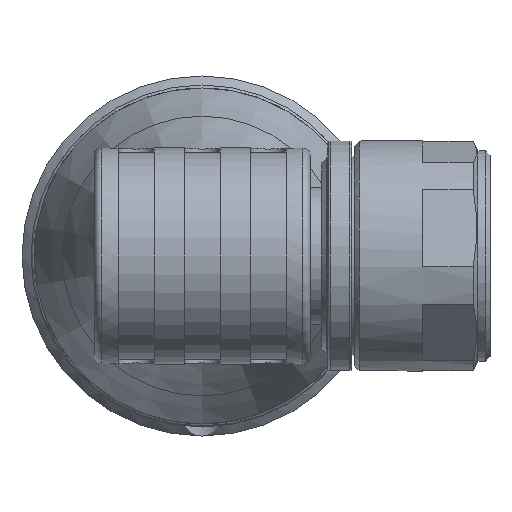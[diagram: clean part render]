
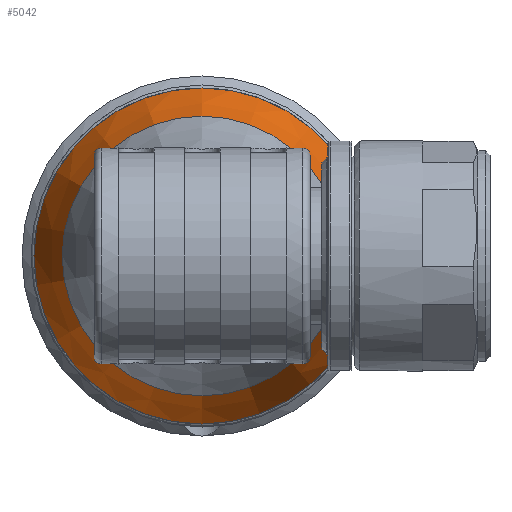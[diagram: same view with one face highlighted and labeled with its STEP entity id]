
A CAD part, left-side view. The second image highlights one B-rep face of the part: STEP entity #5042.
In plain terms, the highlighted conical face has half-angle 20.807 degrees and reference radius 7 mm.
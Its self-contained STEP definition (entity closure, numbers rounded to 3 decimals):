
#53=CONICAL_SURFACE($,#5462,7.,20.807);
#829=FACE_BOUND($,#1369,.T.);
#1030=FACE_OUTER_BOUND($,#1368,.T.);
#1368=EDGE_LOOP($,(#3590));
#1369=EDGE_LOOP($,(#3591));
#1806=CIRCLE($,#5461,7.);
#1807=CIRCLE($,#5463,5.1);
#2148=VERTEX_POINT($,#9759);
#2149=VERTEX_POINT($,#9762);
#2695=EDGE_CURVE($,#2148,#2148,#1806,.T.);
#2696=EDGE_CURVE($,#2149,#2149,#1807,.T.);
#3590=ORIENTED_EDGE($,*,*,#2695,.F.);
#3591=ORIENTED_EDGE($,*,*,#2696,.T.);
#5042=ADVANCED_FACE($,(#1030,#829),#53,.T.);
#5461=AXIS2_PLACEMENT_3D($,#9760,#6359,#6360);
#5462=AXIS2_PLACEMENT_3D($,#9761,#6361,#6362);
#5463=AXIS2_PLACEMENT_3D($,#9763,#6363,#6364);
#6359=DIRECTION('center_axis',(0.,1.,0.));
#6360=DIRECTION('ref_axis',(1.,0.,0.));
#6361=DIRECTION('center_axis',(0.,1.,0.));
#6362=DIRECTION('ref_axis',(1.,0.,0.));
#6363=DIRECTION('center_axis',(0.,1.,0.));
#6364=DIRECTION('ref_axis',(1.,0.,0.));
#9759=CARTESIAN_POINT('',(15.553,30.234,0.));
#9760=CARTESIAN_POINT('Origin',(8.553,30.234,0.));
#9761=CARTESIAN_POINT('Origin',(8.553,30.234,0.));
#9762=CARTESIAN_POINT('',(13.653,25.234,0.));
#9763=CARTESIAN_POINT('Origin',(8.553,25.234,0.));
